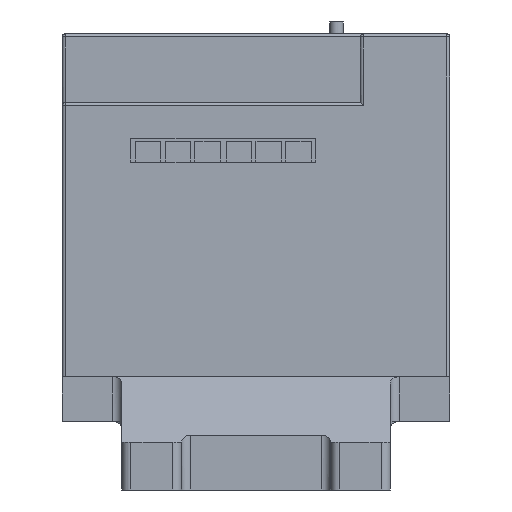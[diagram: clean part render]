
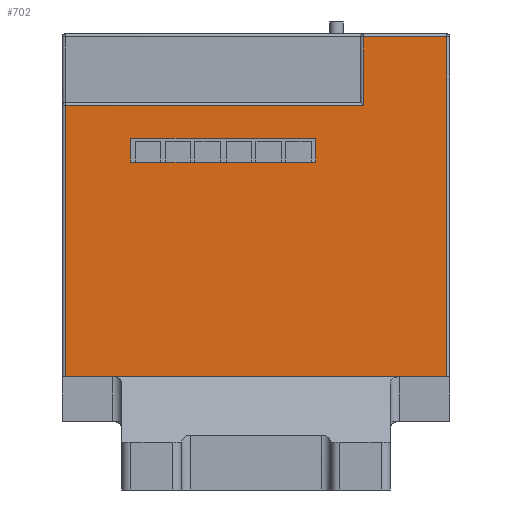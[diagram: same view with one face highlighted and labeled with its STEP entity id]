
A CAD part, front view. The second image highlights one B-rep face of the part: STEP entity #702.
In plain terms, the highlighted planar face has unit normal (0, -1, 0).
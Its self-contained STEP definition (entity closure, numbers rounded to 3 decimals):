
#1 = CARTESIAN_POINT ( 'NONE',  ( 1., -87.5, -57.5 ) ) ;
#313 = CARTESIAN_POINT ( 'NONE',  ( 130., -87.5, 56.5 ) ) ;
#364 = CARTESIAN_POINT ( 'NONE',  ( 23., -87.5, 22.5 ) ) ;
#702 = ADVANCED_FACE ( 'NONE', ( #3225, #9026 ), #5412, .F. ) ;
#776 = CARTESIAN_POINT ( 'NONE',  ( 85., -87.5, 22.5 ) ) ;
#801 = EDGE_CURVE ( 'NONE', #1423, #2372, #1332, .T. ) ;
#1222 = EDGE_LOOP ( 'NONE', ( #7546, #2392, #4378, #4056 ) ) ;
#1332 = LINE ( 'NONE', #4265, #5065 ) ;
#1391 = VECTOR ( 'NONE', #3484, 1000. ) ;
#1423 = VERTEX_POINT ( 'NONE', #364 ) ;
#1462 = VECTOR ( 'NONE', #4896, 1000. ) ;
#1523 = DIRECTION ( 'NONE',  ( -1., 0., 0. ) ) ;
#1804 = CARTESIAN_POINT ( 'NONE',  ( 130., -87.5, 57.5 ) ) ;
#2117 = VECTOR ( 'NONE', #1523, 1000. ) ;
#2158 = EDGE_LOOP ( 'NONE', ( #6135, #4398, #9147, #5565, #4217, #2637 ) ) ;
#2337 = CARTESIAN_POINT ( 'NONE',  ( 129., -87.5, -57.5 ) ) ;
#2372 = VERTEX_POINT ( 'NONE', #2995 ) ;
#2392 = ORIENTED_EDGE ( 'NONE', *, *, #801, .F. ) ;
#2542 = EDGE_CURVE ( 'NONE', #8966, #4091, #3930, .T. ) ;
#2637 = ORIENTED_EDGE ( 'NONE', *, *, #9383, .T. ) ;
#2826 = LINE ( 'NONE', #5003, #1391 ) ;
#2871 = DIRECTION ( 'NONE',  ( 0., 0., 1. ) ) ;
#2913 = VECTOR ( 'NONE', #3135, 1000. ) ;
#2995 = CARTESIAN_POINT ( 'NONE',  ( 23., -87.5, 14.5 ) ) ;
#3135 = DIRECTION ( 'NONE',  ( 0., 0., 1. ) ) ;
#3225 = FACE_BOUND ( 'NONE', #1222, .T. ) ;
#3297 = CARTESIAN_POINT ( 'NONE',  ( 101., -87.5, 33.5 ) ) ;
#3484 = DIRECTION ( 'NONE',  ( 1., 0., 0. ) ) ;
#3550 = DIRECTION ( 'NONE',  ( 0., 0., -1. ) ) ;
#3847 = CARTESIAN_POINT ( 'NONE',  ( 129., -87.5, 57.5 ) ) ;
#3930 = LINE ( 'NONE', #6744, #5514 ) ;
#4056 = ORIENTED_EDGE ( 'NONE', *, *, #5882, .F. ) ;
#4091 = VERTEX_POINT ( 'NONE', #1 ) ;
#4112 = DIRECTION ( 'NONE',  ( -1., 0., 0. ) ) ;
#4217 = ORIENTED_EDGE ( 'NONE', *, *, #8548, .F. ) ;
#4265 = CARTESIAN_POINT ( 'NONE',  ( 23., -87.5, 22.5 ) ) ;
#4378 = ORIENTED_EDGE ( 'NONE', *, *, #4379, .F. ) ;
#4379 = EDGE_CURVE ( 'NONE', #6624, #1423, #4870, .T. ) ;
#4381 = LINE ( 'NONE', #776, #5735 ) ;
#4398 = ORIENTED_EDGE ( 'NONE', *, *, #6200, .T. ) ;
#4870 = LINE ( 'NONE', #4957, #8808 ) ;
#4896 = DIRECTION ( 'NONE',  ( 0., 0., -1. ) ) ;
#4910 = VERTEX_POINT ( 'NONE', #2337 ) ;
#4957 = CARTESIAN_POINT ( 'NONE',  ( 23., -87.5, 22.5 ) ) ;
#4974 = DIRECTION ( 'NONE',  ( -1., 0., 0. ) ) ;
#5003 = CARTESIAN_POINT ( 'NONE',  ( 23., -87.5, 14.5 ) ) ;
#5065 = VECTOR ( 'NONE', #3550, 1000. ) ;
#5412 = PLANE ( 'NONE',  #5665 ) ;
#5473 = VECTOR ( 'NONE', #4974, 1000. ) ;
#5514 = VECTOR ( 'NONE', #6126, 1000. ) ;
#5565 = ORIENTED_EDGE ( 'NONE', *, *, #2542, .T. ) ;
#5637 = VERTEX_POINT ( 'NONE', #6208 ) ;
#5665 = AXIS2_PLACEMENT_3D ( 'NONE', #1804, #7603, #7121 ) ;
#5735 = VECTOR ( 'NONE', #2871, 1000. ) ;
#5882 = EDGE_CURVE ( 'NONE', #6872, #6624, #4381, .T. ) ;
#6015 = CARTESIAN_POINT ( 'NONE',  ( 130., -87.5, -57.5 ) ) ;
#6126 = DIRECTION ( 'NONE',  ( 0., 0., -1. ) ) ;
#6135 = ORIENTED_EDGE ( 'NONE', *, *, #6724, .T. ) ;
#6160 = LINE ( 'NONE', #313, #7827 ) ;
#6200 = EDGE_CURVE ( 'NONE', #9312, #8645, #7663, .T. ) ;
#6208 = CARTESIAN_POINT ( 'NONE',  ( 129., -87.5, 56.5 ) ) ;
#6622 = CARTESIAN_POINT ( 'NONE',  ( 1., -87.5, 33.5 ) ) ;
#6624 = VERTEX_POINT ( 'NONE', #9354 ) ;
#6679 = LINE ( 'NONE', #6015, #5473 ) ;
#6724 = EDGE_CURVE ( 'NONE', #5637, #9312, #6160, .T. ) ;
#6744 = CARTESIAN_POINT ( 'NONE',  ( 1., -87.5, -57.5 ) ) ;
#6872 = VERTEX_POINT ( 'NONE', #7767 ) ;
#7121 = DIRECTION ( 'NONE',  ( 0., 0., 1. ) ) ;
#7361 = EDGE_CURVE ( 'NONE', #2372, #6872, #2826, .T. ) ;
#7416 = CARTESIAN_POINT ( 'NONE',  ( 101., -87.5, 56.5 ) ) ;
#7546 = ORIENTED_EDGE ( 'NONE', *, *, #7361, .F. ) ;
#7603 = DIRECTION ( 'NONE',  ( 0., 1., 0. ) ) ;
#7663 = LINE ( 'NONE', #8557, #1462 ) ;
#7767 = CARTESIAN_POINT ( 'NONE',  ( 85., -87.5, 14.5 ) ) ;
#7827 = VECTOR ( 'NONE', #8195, 1000. ) ;
#7889 = CARTESIAN_POINT ( 'NONE',  ( 130., -87.5, 33.5 ) ) ;
#7985 = LINE ( 'NONE', #7889, #2117 ) ;
#8121 = EDGE_CURVE ( 'NONE', #8645, #8966, #7985, .T. ) ;
#8195 = DIRECTION ( 'NONE',  ( -1., 0., 0. ) ) ;
#8548 = EDGE_CURVE ( 'NONE', #4910, #4091, #6679, .T. ) ;
#8557 = CARTESIAN_POINT ( 'NONE',  ( 101., -87.5, 57.5 ) ) ;
#8645 = VERTEX_POINT ( 'NONE', #3297 ) ;
#8808 = VECTOR ( 'NONE', #4112, 1000. ) ;
#8966 = VERTEX_POINT ( 'NONE', #6622 ) ;
#9026 = FACE_OUTER_BOUND ( 'NONE', #2158, .T. ) ;
#9075 = LINE ( 'NONE', #3847, #2913 ) ;
#9147 = ORIENTED_EDGE ( 'NONE', *, *, #8121, .T. ) ;
#9312 = VERTEX_POINT ( 'NONE', #7416 ) ;
#9354 = CARTESIAN_POINT ( 'NONE',  ( 85., -87.5, 22.5 ) ) ;
#9383 = EDGE_CURVE ( 'NONE', #4910, #5637, #9075, .T. ) ;
